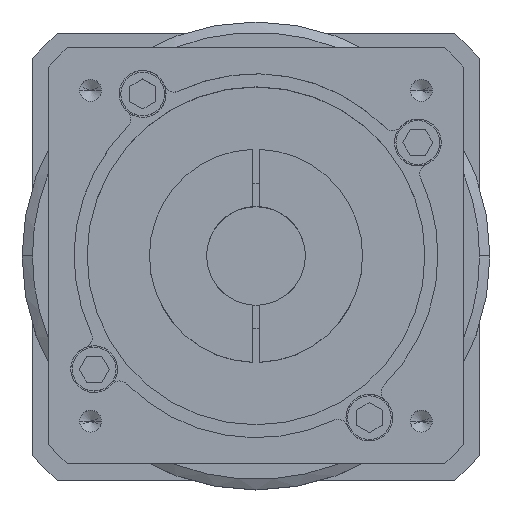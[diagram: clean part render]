
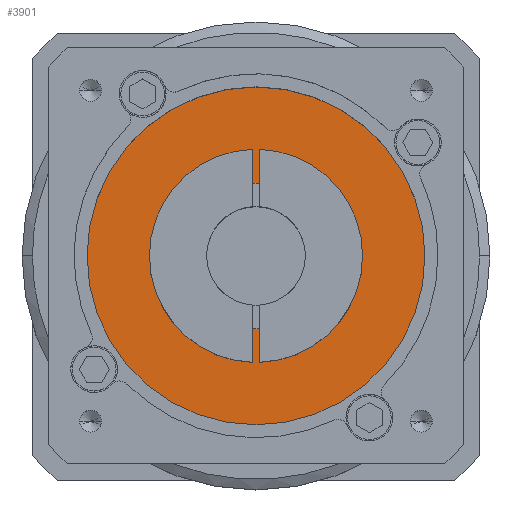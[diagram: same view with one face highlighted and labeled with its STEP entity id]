
A CAD part, top view. The second image highlights one B-rep face of the part: STEP entity #3901.
In plain terms, the highlighted planar face has unit normal (0, 0, 1).
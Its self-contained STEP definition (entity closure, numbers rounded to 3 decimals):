
#157 = AXIS2_PLACEMENT_3D ( 'NONE', #10635, #5438, #282 ) ;
#282 = DIRECTION ( 'NONE',  ( 1., 0., 0. ) ) ;
#308 = CIRCLE ( 'NONE', #4706, 14. ) ;
#453 = DIRECTION ( 'NONE',  ( 0., 0., 1. ) ) ;
#462 = CIRCLE ( 'NONE', #1892, 32.5 ) ;
#474 = CARTESIAN_POINT ( 'NONE',  ( -14., 0., 130. ) ) ;
#591 = CARTESIAN_POINT ( 'NONE',  ( -32.5, 0., 130. ) ) ;
#985 = CARTESIAN_POINT ( 'NONE',  ( 0., 0., 130. ) ) ;
#1729 = CARTESIAN_POINT ( 'NONE',  ( 14., 0., 130. ) ) ;
#1872 = PLANE ( 'NONE',  #9043 ) ;
#1892 = AXIS2_PLACEMENT_3D ( 'NONE', #6135, #453, #9525 ) ;
#2167 = EDGE_CURVE ( 'NONE', #5306, #4814, #462, .T. ) ;
#2519 = EDGE_LOOP ( 'NONE', ( #2715, #7502 ) ) ;
#2715 = ORIENTED_EDGE ( 'NONE', *, *, #6963, .F. ) ;
#2881 = EDGE_CURVE ( 'NONE', #3824, #7925, #308, .T. ) ;
#2970 = CARTESIAN_POINT ( 'NONE',  ( 0., 0., 130. ) ) ;
#3482 = FACE_BOUND ( 'NONE', #2519, .T. ) ;
#3546 = DIRECTION ( 'NONE',  ( 0., 0., 1. ) ) ;
#3690 = CARTESIAN_POINT ( 'NONE',  ( 0., 0., 130. ) ) ;
#3810 = DIRECTION ( 'NONE',  ( 1., 0., 0. ) ) ;
#3824 = VERTEX_POINT ( 'NONE', #1729 ) ;
#3901 = ADVANCED_FACE ( 'NONE', ( #10118, #3482 ), #1872, .T. ) ;
#4578 = DIRECTION ( 'NONE',  ( 1., 0., 0. ) ) ;
#4706 = AXIS2_PLACEMENT_3D ( 'NONE', #3690, #9749, #4578 ) ;
#4814 = VERTEX_POINT ( 'NONE', #591 ) ;
#5306 = VERTEX_POINT ( 'NONE', #5725 ) ;
#5438 = DIRECTION ( 'NONE',  ( 0., 0., 1. ) ) ;
#5725 = CARTESIAN_POINT ( 'NONE',  ( 32.5, 0., 130. ) ) ;
#6135 = CARTESIAN_POINT ( 'NONE',  ( 0., 0., 130. ) ) ;
#6963 = EDGE_CURVE ( 'NONE', #7925, #3824, #9412, .T. ) ;
#7181 = EDGE_LOOP ( 'NONE', ( #8799, #9552 ) ) ;
#7502 = ORIENTED_EDGE ( 'NONE', *, *, #2881, .F. ) ;
#7911 = DIRECTION ( 'NONE',  ( 1., 0., 0. ) ) ;
#7925 = VERTEX_POINT ( 'NONE', #474 ) ;
#8581 = EDGE_CURVE ( 'NONE', #4814, #5306, #9755, .T. ) ;
#8799 = ORIENTED_EDGE ( 'NONE', *, *, #2167, .T. ) ;
#9033 = DIRECTION ( 'NONE',  ( 0., 0., 1. ) ) ;
#9043 = AXIS2_PLACEMENT_3D ( 'NONE', #985, #3546, #7911 ) ;
#9412 = CIRCLE ( 'NONE', #10168, 14. ) ;
#9525 = DIRECTION ( 'NONE',  ( 1., 0., 0. ) ) ;
#9552 = ORIENTED_EDGE ( 'NONE', *, *, #8581, .T. ) ;
#9749 = DIRECTION ( 'NONE',  ( 0., 0., 1. ) ) ;
#9755 = CIRCLE ( 'NONE', #157, 32.5 ) ;
#10118 = FACE_OUTER_BOUND ( 'NONE', #7181, .T. ) ;
#10168 = AXIS2_PLACEMENT_3D ( 'NONE', #2970, #9033, #3810 ) ;
#10635 = CARTESIAN_POINT ( 'NONE',  ( 0., 0., 130. ) ) ;
